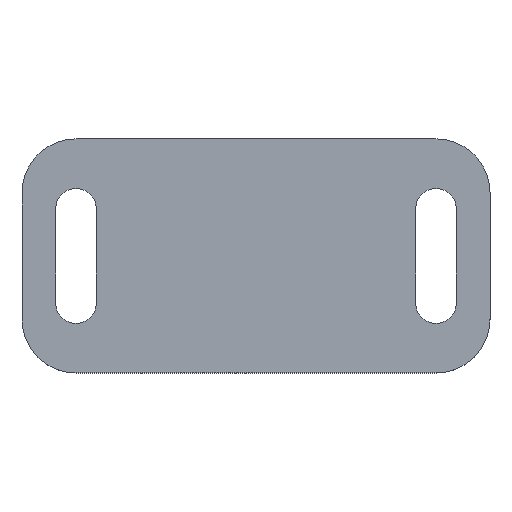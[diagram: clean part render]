
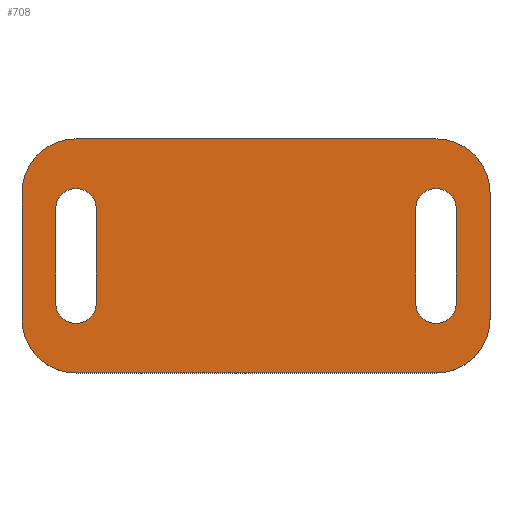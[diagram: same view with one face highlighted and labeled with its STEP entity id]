
A CAD part, top view. The second image highlights one B-rep face of the part: STEP entity #708.
In plain terms, the highlighted planar face has unit normal (0, 0, 1).
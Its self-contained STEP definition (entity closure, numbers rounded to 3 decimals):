
#318=CARTESIAN_POINT('',(17.75,-5.75,17.6));
#319=VERTEX_POINT('',#318);
#320=CARTESIAN_POINT('',(22.25,-5.75,17.6));
#321=VERTEX_POINT('',#320);
#322=CARTESIAN_POINT('',(20.,-5.75,17.6));
#323=DIRECTION('',(0.0,0.0,-1.0));
#324=DIRECTION('',(-1.0,0.0,0.0));
#325=AXIS2_PLACEMENT_3D('',#322,#323,#324);
#326=CIRCLE('',#325,2.25);
#327=EDGE_CURVE('',#319,#321,#326,.T.);
#350=CARTESIAN_POINT('',(22.25,-16.25,17.6));
#351=VERTEX_POINT('',#350);
#352=CARTESIAN_POINT('',(22.25,-5.75,17.6));
#353=DIRECTION('',(0.0,-1.0,0.0));
#354=VECTOR('',#353,10.5);
#355=LINE('',#352,#354);
#356=EDGE_CURVE('',#321,#351,#355,.T.);
#374=CARTESIAN_POINT('',(17.75,-16.25,17.6));
#375=VERTEX_POINT('',#374);
#376=CARTESIAN_POINT('',(20.0,-16.25,17.6));
#377=DIRECTION('',(0.0,0.0,-1.0));
#378=DIRECTION('',(1.0,0.0,0.0));
#379=AXIS2_PLACEMENT_3D('',#376,#377,#378);
#380=CIRCLE('',#379,2.25);
#381=EDGE_CURVE('',#351,#375,#380,.T.);
#399=CARTESIAN_POINT('',(17.75,-16.25,17.6));
#400=DIRECTION('',(0.0,1.0,0.0));
#401=VECTOR('',#400,10.5);
#402=LINE('',#399,#401);
#403=EDGE_CURVE('',#375,#319,#402,.T.);
#416=CARTESIAN_POINT('',(-22.25,-5.75,17.6));
#417=VERTEX_POINT('',#416);
#418=CARTESIAN_POINT('',(-17.75,-5.75,17.6));
#419=VERTEX_POINT('',#418);
#420=CARTESIAN_POINT('',(-20.0,-5.75,17.6));
#421=DIRECTION('',(0.0,0.0,-1.0));
#422=DIRECTION('',(-1.0,0.0,0.0));
#423=AXIS2_PLACEMENT_3D('',#420,#421,#422);
#424=CIRCLE('',#423,2.25);
#425=EDGE_CURVE('',#417,#419,#424,.T.);
#448=CARTESIAN_POINT('',(-17.75,-16.25,17.6));
#449=VERTEX_POINT('',#448);
#450=CARTESIAN_POINT('',(-17.75,-5.75,17.6));
#451=DIRECTION('',(0.0,-1.0,0.0));
#452=VECTOR('',#451,10.5);
#453=LINE('',#450,#452);
#454=EDGE_CURVE('',#419,#449,#453,.T.);
#472=CARTESIAN_POINT('',(-22.25,-16.25,17.6));
#473=VERTEX_POINT('',#472);
#474=CARTESIAN_POINT('',(-20.0,-16.25,17.6));
#475=DIRECTION('',(0.0,0.0,-1.0));
#476=DIRECTION('',(1.0,0.0,0.0));
#477=AXIS2_PLACEMENT_3D('',#474,#475,#476);
#478=CIRCLE('',#477,2.25);
#479=EDGE_CURVE('',#449,#473,#478,.T.);
#497=CARTESIAN_POINT('',(-22.25,-16.25,17.6));
#498=DIRECTION('',(0.0,1.0,0.0));
#499=VECTOR('',#498,10.5);
#500=LINE('',#497,#499);
#501=EDGE_CURVE('',#473,#417,#500,.T.);
#514=CARTESIAN_POINT('',(26.,-18.,17.6));
#515=VERTEX_POINT('',#514);
#516=CARTESIAN_POINT('',(20.,-24.,17.6));
#517=VERTEX_POINT('',#516);
#518=CARTESIAN_POINT('',(20.,-18.,17.6));
#519=DIRECTION('',(0.0,0.0,-1.0));
#520=DIRECTION('',(0.0,1.0,0.0));
#521=AXIS2_PLACEMENT_3D('',#518,#519,#520);
#522=CIRCLE('',#521,6.);
#523=EDGE_CURVE('',#515,#517,#522,.T.);
#546=CARTESIAN_POINT('',(-20.0,-24.,17.6));
#547=VERTEX_POINT('',#546);
#548=CARTESIAN_POINT('',(-26.0,-18.,17.6));
#549=VERTEX_POINT('',#548);
#550=CARTESIAN_POINT('',(-20.0,-18.0,17.6));
#551=DIRECTION('',(0.0,0.0,-1.0));
#552=DIRECTION('',(1.0,0.0,0.0));
#553=AXIS2_PLACEMENT_3D('',#550,#551,#552);
#554=CIRCLE('',#553,6.);
#555=EDGE_CURVE('',#547,#549,#554,.T.);
#578=CARTESIAN_POINT('',(-26.0,-4.,17.6));
#579=VERTEX_POINT('',#578);
#580=CARTESIAN_POINT('',(-26.0,-18.,17.6));
#581=DIRECTION('',(0.0,1.0,0.0));
#582=VECTOR('',#581,14.);
#583=LINE('',#580,#582);
#584=EDGE_CURVE('',#549,#579,#583,.T.);
#602=CARTESIAN_POINT('',(-20.,2.,17.6));
#603=VERTEX_POINT('',#602);
#604=CARTESIAN_POINT('',(-20.,-4.,17.6));
#605=DIRECTION('',(0.0,0.0,-1.0));
#606=DIRECTION('',(0.0,-1.0,0.0));
#607=AXIS2_PLACEMENT_3D('',#604,#605,#606);
#608=CIRCLE('',#607,6.);
#609=EDGE_CURVE('',#579,#603,#608,.T.);
#627=CARTESIAN_POINT('',(20.0,2.,17.6));
#628=VERTEX_POINT('',#627);
#629=CARTESIAN_POINT('',(26.,-4.,17.6));
#630=VERTEX_POINT('',#629);
#631=CARTESIAN_POINT('',(20.,-4.,17.6));
#632=DIRECTION('',(0.0,0.0,-1.0));
#633=DIRECTION('',(-1.0,0.0,0.0));
#634=AXIS2_PLACEMENT_3D('',#631,#632,#633);
#635=CIRCLE('',#634,6.);
#636=EDGE_CURVE('',#628,#630,#635,.T.);
#659=CARTESIAN_POINT('',(26.,-4.,17.6));
#660=DIRECTION('',(0.0,-1.0,0.0));
#661=VECTOR('',#660,14.);
#662=LINE('',#659,#661);
#663=EDGE_CURVE('',#630,#515,#662,.T.);
#671=CARTESIAN_POINT('',(0.,-11.,17.6));
#672=DIRECTION('',(0.0,0.0,-1.0));
#673=DIRECTION('',(0.0,-1.0,0.0));
#674=AXIS2_PLACEMENT_3D('',#671,#672,#673);
#675=PLANE('',#674);
#676=ORIENTED_EDGE('',*,*,#523,.F.);
#677=ORIENTED_EDGE('',*,*,#663,.F.);
#678=ORIENTED_EDGE('',*,*,#636,.F.);
#679=CARTESIAN_POINT('',(-20.,2.,17.6));
#680=DIRECTION('',(1.0,0.0,0.0));
#681=VECTOR('',#680,40.0);
#682=LINE('',#679,#681);
#683=EDGE_CURVE('',#603,#628,#682,.T.);
#684=ORIENTED_EDGE('',*,*,#683,.F.);
#685=ORIENTED_EDGE('',*,*,#609,.F.);
#686=ORIENTED_EDGE('',*,*,#584,.F.);
#687=ORIENTED_EDGE('',*,*,#555,.F.);
#688=CARTESIAN_POINT('',(20.,-24.,17.6));
#689=DIRECTION('',(-1.0,0.0,0.0));
#690=VECTOR('',#689,40.0);
#691=LINE('',#688,#690);
#692=EDGE_CURVE('',#517,#547,#691,.T.);
#693=ORIENTED_EDGE('',*,*,#692,.F.);
#694=EDGE_LOOP('',(#676,#677,#678,#684,#685,#686,#687,#693));
#695=FACE_OUTER_BOUND('',#694,.T.);
#696=ORIENTED_EDGE('',*,*,#327,.T.);
#697=ORIENTED_EDGE('',*,*,#356,.T.);
#698=ORIENTED_EDGE('',*,*,#381,.T.);
#699=ORIENTED_EDGE('',*,*,#403,.T.);
#700=EDGE_LOOP('',(#696,#697,#698,#699));
#701=FACE_BOUND('',#700,.T.);
#702=ORIENTED_EDGE('',*,*,#425,.T.);
#703=ORIENTED_EDGE('',*,*,#454,.T.);
#704=ORIENTED_EDGE('',*,*,#479,.T.);
#705=ORIENTED_EDGE('',*,*,#501,.T.);
#706=EDGE_LOOP('',(#702,#703,#704,#705));
#707=FACE_BOUND('',#706,.T.);
#708=ADVANCED_FACE('',(#695,#701,#707),#675,.F.);
